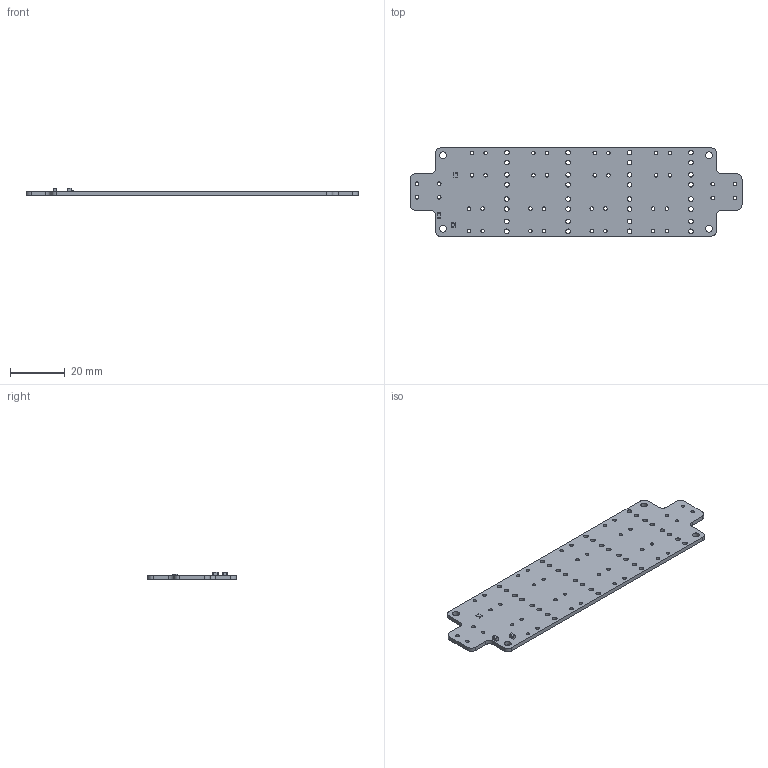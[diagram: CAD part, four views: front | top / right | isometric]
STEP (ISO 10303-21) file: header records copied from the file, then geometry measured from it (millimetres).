
FILE_DESCRIPTION(('KiCad electronic assembly'),'2;1');
FILE_NAME('PDF Board3.step','2025-08-19T11:42:44',('Pcbnew'),('Kicad'), 'Open CASCADE STEP processor 7.8','KiCad to STEP converter','Unknown' );
FILE_SCHEMA(('AUTOMOTIVE_DESIGN { 1 0 10303 214 1 1 1 1 }'));
Length unit declared in the file: millimetre
Products named in the file (4): PDF Board3 1; C_0805_2012Metric; R_0805_2012Metric; PD Board Fused_PCB
Assembly tree (4 placements, depth 2):
  PDF Board3 1
    C_0805_2012Metric  x2
    R_0805_2012Metric
    PD Board Fused_PCB
Bounding box: 121.67 x 32.5 x 2.85 mm (x, y, z)
Volume: 5215 mm3; surface area: 7933.2 mm2
Topology: 4 solids, 4 shells, 184 faces, 512 edges, 340 vertices
Faces by surface type: cylinder 120, plane 64
Full cylindrical faces by diameter (mm): 1.3 x40, 1.7 x32, 2.5 x4
Entity records: 5913 total; most frequent: DIRECTION 978, CARTESIAN_POINT 893, ORIENTED_EDGE 880, EDGE_CURVE 440, AXIS2_PLACEMENT_3D 377, FACE_BOUND 310, EDGE_LOOP 310, VERTEX_POINT 292
